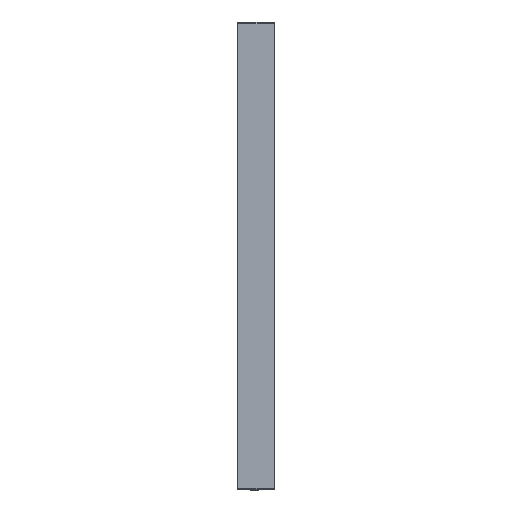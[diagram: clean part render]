
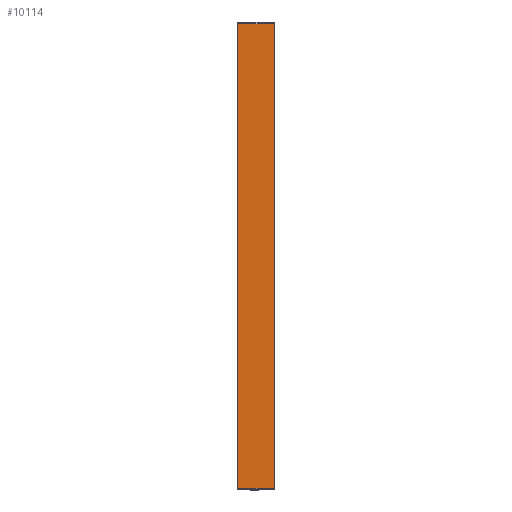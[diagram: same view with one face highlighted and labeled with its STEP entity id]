
A CAD part, left-side view. The second image highlights one B-rep face of the part: STEP entity #10114.
In plain terms, the highlighted planar face has unit normal (-1, 0, 0).
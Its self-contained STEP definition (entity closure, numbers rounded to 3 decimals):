
#24 = ORIENTED_EDGE ( 'NONE', *, *, #25956, .F. ) ;
#389 = VECTOR ( 'NONE', #11021, 1000. ) ;
#858 = LINE ( 'NONE', #16682, #389 ) ;
#1545 = VECTOR ( 'NONE', #32485, 1000. ) ;
#2644 = EDGE_CURVE ( 'NONE', #30982, #11900, #25233, .T. ) ;
#4939 = CARTESIAN_POINT ( 'NONE',  ( 0., -5.5, -121.8 ) ) ;
#6345 = DIRECTION ( 'NONE',  ( 0., 0., -1. ) ) ;
#6646 = CARTESIAN_POINT ( 'NONE',  ( 0., 4., -0.5 ) ) ;
#7677 = EDGE_LOOP ( 'NONE', ( #24, #20041, #29562, #18886 ) ) ;
#8835 = PLANE ( 'NONE',  #25789 ) ;
#10114 = ADVANCED_FACE ( 'NONE', ( #26843 ), #8835, .F. ) ;
#11021 = DIRECTION ( 'NONE',  ( 0., 0., 1. ) ) ;
#11573 = CARTESIAN_POINT ( 'NONE',  ( 0., -5.5, 0. ) ) ;
#11900 = VERTEX_POINT ( 'NONE', #4939 ) ;
#12243 = DIRECTION ( 'NONE',  ( 0., 0., -1. ) ) ;
#12252 = DIRECTION ( 'NONE',  ( 0., -1., 0. ) ) ;
#12962 = VECTOR ( 'NONE', #12243, 1000. ) ;
#14331 = CARTESIAN_POINT ( 'NONE',  ( 0., 4., 0. ) ) ;
#14403 = VECTOR ( 'NONE', #12252, 1000. ) ;
#14567 = LINE ( 'NONE', #11573, #12962 ) ;
#15407 = VERTEX_POINT ( 'NONE', #18921 ) ;
#16682 = CARTESIAN_POINT ( 'NONE',  ( 0., 4., 0. ) ) ;
#18886 = ORIENTED_EDGE ( 'NONE', *, *, #27751, .T. ) ;
#18921 = CARTESIAN_POINT ( 'NONE',  ( 0., 4., -0.5 ) ) ;
#19354 = DIRECTION ( 'NONE',  ( 1., 0., 0. ) ) ;
#20041 = ORIENTED_EDGE ( 'NONE', *, *, #2644, .T. ) ;
#20358 = VERTEX_POINT ( 'NONE', #29982 ) ;
#21749 = EDGE_CURVE ( 'NONE', #20358, #11900, #14567, .T. ) ;
#23865 = CARTESIAN_POINT ( 'NONE',  ( 0., 4., -121.8 ) ) ;
#25066 = CARTESIAN_POINT ( 'NONE',  ( 0., 4., -121.8 ) ) ;
#25233 = LINE ( 'NONE', #25066, #14403 ) ;
#25789 = AXIS2_PLACEMENT_3D ( 'NONE', #14331, #19354, #6345 ) ;
#25956 = EDGE_CURVE ( 'NONE', #30982, #15407, #858, .T. ) ;
#26843 = FACE_OUTER_BOUND ( 'NONE', #7677, .T. ) ;
#26969 = LINE ( 'NONE', #6646, #1545 ) ;
#27751 = EDGE_CURVE ( 'NONE', #20358, #15407, #26969, .T. ) ;
#29562 = ORIENTED_EDGE ( 'NONE', *, *, #21749, .F. ) ;
#29982 = CARTESIAN_POINT ( 'NONE',  ( 0., -5.5, -0.5 ) ) ;
#30982 = VERTEX_POINT ( 'NONE', #23865 ) ;
#32485 = DIRECTION ( 'NONE',  ( 0., 1., 0. ) ) ;
